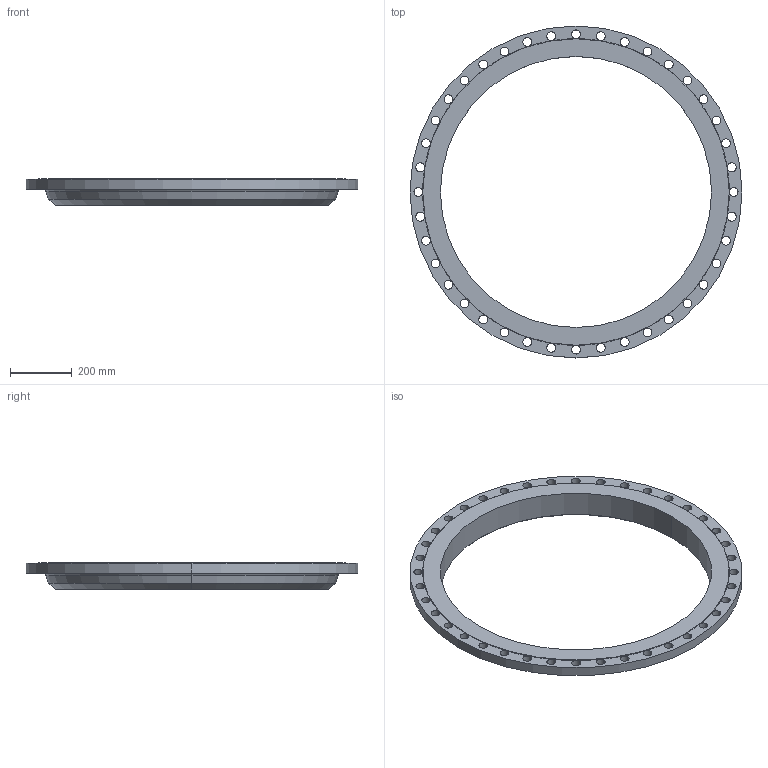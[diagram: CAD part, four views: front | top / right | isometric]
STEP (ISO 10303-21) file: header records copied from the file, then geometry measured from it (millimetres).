
FILE_DESCRIPTION (( 'STEP AP203' ), '1' );
FILE_NAME ('36_CL75_B161_RF_WNF_OB_S40.STEP', '2024-01-18T09:43:20', ( '' ), ( '' ), 'SwSTEP 2.0', 'SolidWorks 2023', '' );
FILE_SCHEMA (( 'CONFIG_CONTROL_DESIGN' ));
Length unit declared in the file: inch
Products named in the file (1): 36_CL75_B161_RF_WNF_OB_S40
Bounding box: 1073.15 x 1073.15 x 84.14 mm (x, y, z)
Volume: 12606071.9 mm3; surface area: 1089897.9 mm2
Topology: 1 solids, 1 shells, 96 faces, 348 edges, 216 vertices
Faces by surface type: cylinder 86, cone 4, plane 4, torus 2
Entity records: 4069 total; most frequent: DIRECTION 800, ORIENTED_EDGE 696, CARTESIAN_POINT 661, AXIS2_PLACEMENT_3D 355, EDGE_CURVE 348, CIRCLE 258, VERTEX_POINT 216, EDGE_LOOP 140
